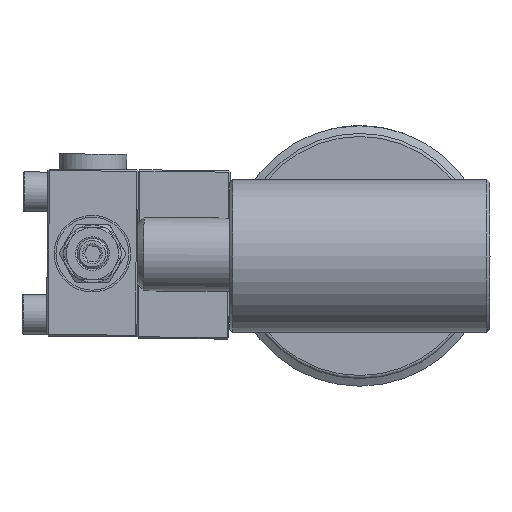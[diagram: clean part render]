
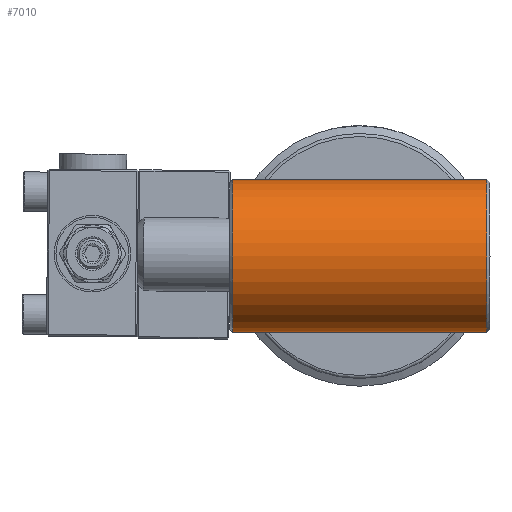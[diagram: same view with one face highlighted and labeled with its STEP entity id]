
A CAD part, left-side view. The second image highlights one B-rep face of the part: STEP entity #7010.
In plain terms, the highlighted cylindrical face has radius 25 mm (diameter 50 mm), a full revolution.
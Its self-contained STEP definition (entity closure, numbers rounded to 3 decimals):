
#1806 = FACE_OUTER_BOUND ( 'NONE', #5105, .T. ) ;
#3796 = CARTESIAN_POINT ( 'NONE',  ( -25., -41.5, 0. ) ) ;
#4136 = ORIENTED_EDGE ( 'NONE', *, *, #6385, .F. ) ;
#5105 = EDGE_LOOP ( 'NONE', ( #4136 ) ) ;
#6385 = EDGE_CURVE ( 'NONE', #10407, #10407, #17027, .T. ) ;
#7010 = ADVANCED_FACE ( 'NONE', ( #23915, #1806 ), #13881, .T. ) ;
#7102 = AXIS2_PLACEMENT_3D ( 'NONE', #3796, #19575, #17465 ) ;
#7982 = ORIENTED_EDGE ( 'NONE', *, *, #14606, .T. ) ;
#8064 = VERTEX_POINT ( 'NONE', #15961 ) ;
#9986 = DIRECTION ( 'NONE',  ( 0., -1., 0. ) ) ;
#10297 = DIRECTION ( 'NONE',  ( 0., -1., 0. ) ) ;
#10407 = VERTEX_POINT ( 'NONE', #22613 ) ;
#13881 = CYLINDRICAL_SURFACE ( 'NONE', #20800, 25. ) ;
#14606 = EDGE_CURVE ( 'NONE', #8064, #8064, #25422, .T. ) ;
#15961 = CARTESIAN_POINT ( 'NONE',  ( 0., 41.5, 0. ) ) ;
#16405 = DIRECTION ( 'NONE',  ( 1., 0., 0. ) ) ;
#16989 = EDGE_LOOP ( 'NONE', ( #7982 ) ) ;
#17027 = CIRCLE ( 'NONE', #7102, 25. ) ;
#17465 = DIRECTION ( 'NONE',  ( 1., 0., 0. ) ) ;
#19575 = DIRECTION ( 'NONE',  ( 0., -1., 0. ) ) ;
#20026 = DIRECTION ( 'NONE',  ( 1., 0., 0. ) ) ;
#20599 = CARTESIAN_POINT ( 'NONE',  ( -25., 41.5, 0. ) ) ;
#20800 = AXIS2_PLACEMENT_3D ( 'NONE', #23659, #9986, #20026 ) ;
#22613 = CARTESIAN_POINT ( 'NONE',  ( 0., -41.5, 0. ) ) ;
#23659 = CARTESIAN_POINT ( 'NONE',  ( -25., -47.5, 0. ) ) ;
#23915 = FACE_OUTER_BOUND ( 'NONE', #16989, .T. ) ;
#24169 = AXIS2_PLACEMENT_3D ( 'NONE', #20599, #10297, #16405 ) ;
#25422 = CIRCLE ( 'NONE', #24169, 25. ) ;
